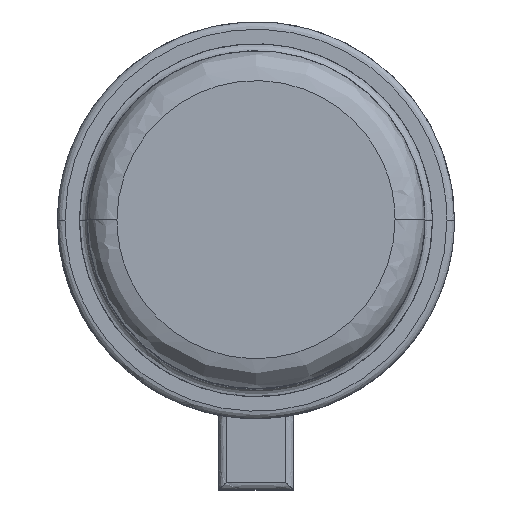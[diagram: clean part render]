
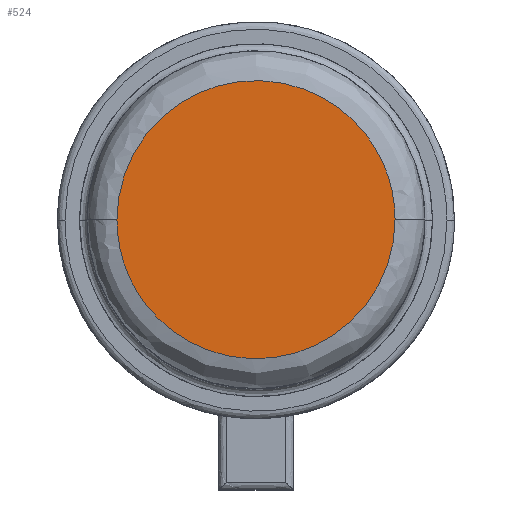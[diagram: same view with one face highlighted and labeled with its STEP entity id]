
A CAD part, top view. The second image highlights one B-rep face of the part: STEP entity #524.
In plain terms, the highlighted planar face has unit normal (0, 0, 1).
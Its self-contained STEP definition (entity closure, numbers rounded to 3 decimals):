
#524=ADVANCED_FACE('',(#559),#1138,.T.);
#559=FACE_OUTER_BOUND('',#598,.T.);
#598=EDGE_LOOP('',(#707,#708));
#707=ORIENTED_EDGE('',*,*,#856,.F.);
#708=ORIENTED_EDGE('',*,*,#855,.F.);
#855=EDGE_CURVE('',#1075,#1076,#945,.T.);
#856=EDGE_CURVE('',#1076,#1075,#946,.T.);
#945=(
BOUNDED_CURVE()
B_SPLINE_CURVE(3,(#1944,#1945,#1946,#1947),.UNSPECIFIED.,.F.,.F.)
B_SPLINE_CURVE_WITH_KNOTS((4,4),(0.5,1.),.UNSPECIFIED.)
CURVE()
GEOMETRIC_REPRESENTATION_ITEM()
RATIONAL_B_SPLINE_CURVE((1.,0.333,0.333,1.))
REPRESENTATION_ITEM('')
);
#946=(
BOUNDED_CURVE()
B_SPLINE_CURVE(3,(#1948,#1949,#1950,#1951),.UNSPECIFIED.,.F.,.F.)
B_SPLINE_CURVE_WITH_KNOTS((4,4),(0.,0.5),.UNSPECIFIED.)
CURVE()
GEOMETRIC_REPRESENTATION_ITEM()
RATIONAL_B_SPLINE_CURVE((1.,0.333,0.333,1.))
REPRESENTATION_ITEM('')
);
#1075=VERTEX_POINT('',#1942);
#1076=VERTEX_POINT('',#1943);
#1138=PLANE('',#1169);
#1169=AXIS2_PLACEMENT_3D('',#1941,#1183,$);
#1183=DIRECTION('',(0.,0.,1.));
#1941=CARTESIAN_POINT('',(2.232,-4.464,4.9));
#1942=CARTESIAN_POINT('',(-1.86,0.,4.9));
#1943=CARTESIAN_POINT('',(1.86,0.,4.9));
#1944=CARTESIAN_POINT('',(-1.86,0.,4.9));
#1945=CARTESIAN_POINT('',(-1.86,3.72,4.9));
#1946=CARTESIAN_POINT('',(1.86,3.72,4.9));
#1947=CARTESIAN_POINT('',(1.86,0.,4.9));
#1948=CARTESIAN_POINT('',(1.86,0.,4.9));
#1949=CARTESIAN_POINT('',(1.86,-3.72,4.9));
#1950=CARTESIAN_POINT('',(-1.86,-3.72,4.9));
#1951=CARTESIAN_POINT('',(-1.86,0.,4.9));
